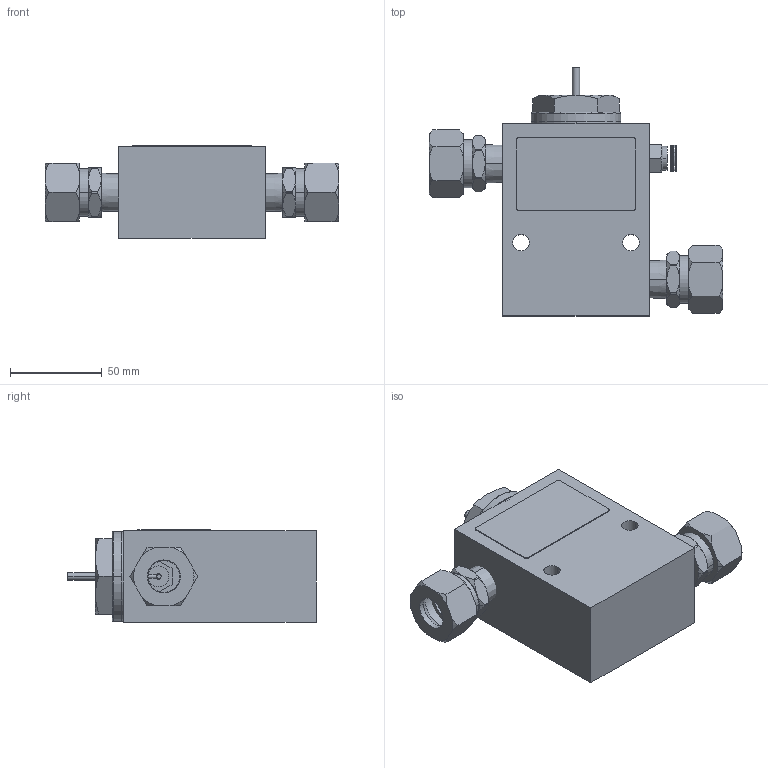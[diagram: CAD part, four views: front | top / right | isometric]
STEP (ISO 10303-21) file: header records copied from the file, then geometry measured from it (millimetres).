
FILE_DESCRIPTION (( 'STEP AP214' ), '1' );
FILE_NAME ('ADDES_251254.STEP', '2015-07-16T08:58:22', ( 'Admin1' ), ( '' ), 'SwSTEP 2.0', 'SolidWorks 2014', '' );
FILE_SCHEMA (( 'AUTOMOTIVE_DESIGN' ));
Length unit declared in the file: millimetre
Products named in the file (1): ADDES_251254
Bounding box: 160 x 135.3 x 50.5 mm (x, y, z)
Surface area: 60938.4 mm2 (no closed solid volume)
Topology: 0 solids, 10 shells, 550 faces, 2202 edges, 1664 vertices
Faces by surface type: cylinder 265, plane 208, cone 73, torus 2, bspline 2
Entity records: 29650 total; most frequent: CARTESIAN_POINT 5645, DIRECTION 3855, ORIENTED_EDGE 3119, EDGE_CURVE 2202, VERTEX_POINT 1664, LINE 1399, VECTOR 1399, AXIS2_PLACEMENT_3D 1228
